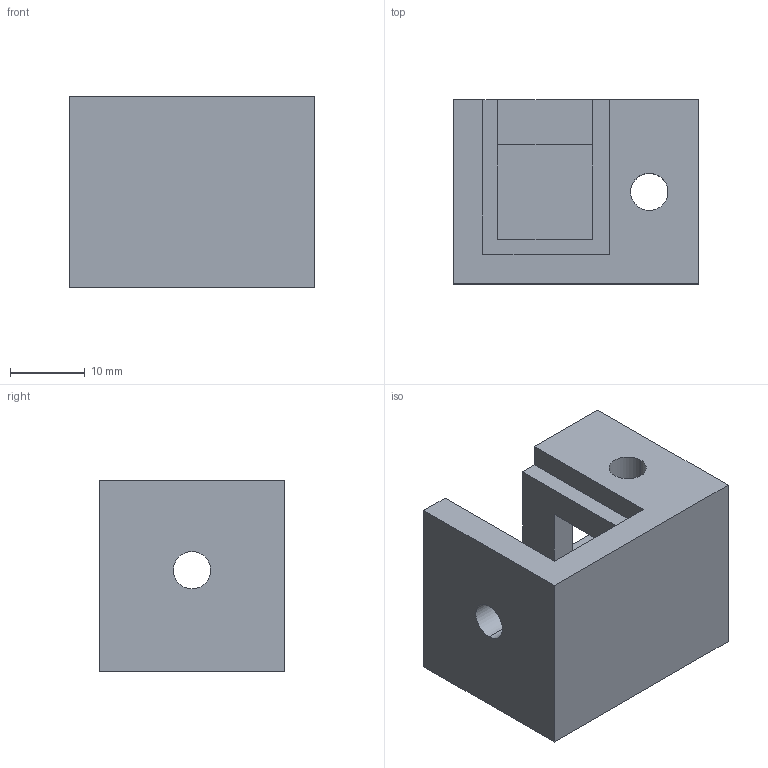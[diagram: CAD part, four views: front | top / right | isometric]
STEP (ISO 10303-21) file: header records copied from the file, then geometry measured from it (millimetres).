
FILE_DESCRIPTION (( 'STEP AP214' ), '1' );
FILE_NAME ('陔1.STEP', '2021-07-08T09:15:03', ( '' ), ( '' ), 'SwSTEP 2.0', 'SolidWorks 2020', '' );
FILE_SCHEMA (( 'AUTOMOTIVE_DESIGN' ));
Length unit declared in the file: millimetre
Products named in the file (1): 陔1
Bounding box: 33 x 24.7 x 25.7 mm (x, y, z)
Volume: 12690.5 mm3; surface area: 5831.4 mm2
Topology: 1 solids, 1 shells, 24 faces, 72 edges, 48 vertices
Faces by surface type: plane 18, cylinder 6
Entity records: 858 total; most frequent: CARTESIAN_POINT 145, ORIENTED_EDGE 144, DIRECTION 134, EDGE_CURVE 72, VECTOR 60, LINE 60, VERTEX_POINT 48, AXIS2_PLACEMENT_3D 37
